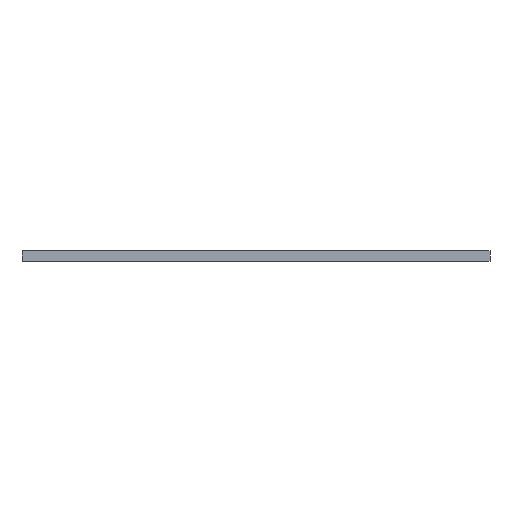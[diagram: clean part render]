
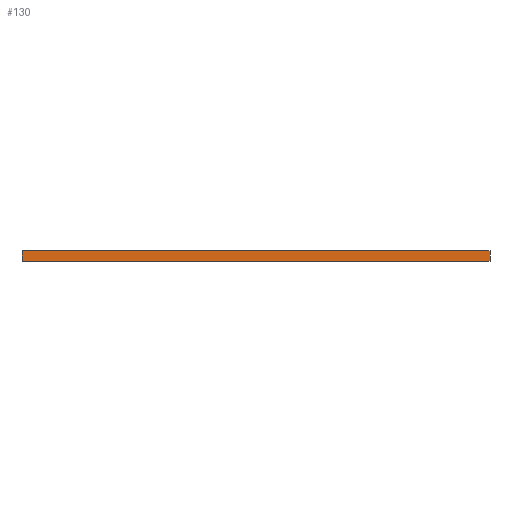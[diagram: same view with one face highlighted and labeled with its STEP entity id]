
A CAD part, front view. The second image highlights one B-rep face of the part: STEP entity #130.
In plain terms, the highlighted planar face has unit normal (0, -1, 0).
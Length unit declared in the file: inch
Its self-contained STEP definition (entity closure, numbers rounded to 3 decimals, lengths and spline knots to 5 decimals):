
#130 = ADVANCED_FACE ( 'NONE', ( #498 ), #408, .T. ) ;
#146 = LINE ( 'NONE', #222, #891 ) ;
#174 = DIRECTION ( 'NONE',  ( 1., 0., 0. ) ) ;
#222 = CARTESIAN_POINT ( 'NONE',  ( -5.75, 0., -0.125 ) ) ;
#275 = ORIENTED_EDGE ( 'NONE', *, *, #1141, .T. ) ;
#290 = EDGE_CURVE ( 'NONE', #622, #753, #724, .T. ) ;
#323 = DIRECTION ( 'NONE',  ( 0., 0., 1. ) ) ;
#380 = CARTESIAN_POINT ( 'NONE',  ( -5.75, 0., -0.125 ) ) ;
#381 = VECTOR ( 'NONE', #847, 39.37008 ) ;
#388 = VECTOR ( 'NONE', #323, 39.37008 ) ;
#408 = PLANE ( 'NONE',  #414 ) ;
#414 = AXIS2_PLACEMENT_3D ( 'NONE', #880, #506, #1196 ) ;
#432 = EDGE_CURVE ( 'NONE', #552, #622, #674, .T. ) ;
#498 = FACE_OUTER_BOUND ( 'NONE', #644, .T. ) ;
#506 = DIRECTION ( 'NONE',  ( 0., -1., 0. ) ) ;
#552 = VERTEX_POINT ( 'NONE', #1056 ) ;
#559 = ORIENTED_EDGE ( 'NONE', *, *, #795, .T. ) ;
#562 = CARTESIAN_POINT ( 'NONE',  ( 0., 0., -0.125 ) ) ;
#612 = CARTESIAN_POINT ( 'NONE',  ( 0., 0., 0. ) ) ;
#622 = VERTEX_POINT ( 'NONE', #1069 ) ;
#644 = EDGE_LOOP ( 'NONE', ( #817, #1030, #559, #275 ) ) ;
#674 = LINE ( 'NONE', #380, #381 ) ;
#724 = LINE ( 'NONE', #1120, #1213 ) ;
#753 = VERTEX_POINT ( 'NONE', #612 ) ;
#795 = EDGE_CURVE ( 'NONE', #552, #959, #146, .T. ) ;
#796 = CARTESIAN_POINT ( 'NONE',  ( 0., 0., -0.125 ) ) ;
#817 = ORIENTED_EDGE ( 'NONE', *, *, #290, .F. ) ;
#847 = DIRECTION ( 'NONE',  ( 0., 0., 1. ) ) ;
#880 = CARTESIAN_POINT ( 'NONE',  ( -5.75, 0., -0.125 ) ) ;
#891 = VECTOR ( 'NONE', #913, 39.37008 ) ;
#913 = DIRECTION ( 'NONE',  ( 1., 0., 0. ) ) ;
#959 = VERTEX_POINT ( 'NONE', #562 ) ;
#983 = LINE ( 'NONE', #796, #388 ) ;
#1030 = ORIENTED_EDGE ( 'NONE', *, *, #432, .F. ) ;
#1056 = CARTESIAN_POINT ( 'NONE',  ( -5.75, 0., -0.125 ) ) ;
#1069 = CARTESIAN_POINT ( 'NONE',  ( -5.75, 0., 0. ) ) ;
#1120 = CARTESIAN_POINT ( 'NONE',  ( -5.75, 0., 0. ) ) ;
#1141 = EDGE_CURVE ( 'NONE', #959, #753, #983, .T. ) ;
#1196 = DIRECTION ( 'NONE',  ( 1., 0., 0. ) ) ;
#1213 = VECTOR ( 'NONE', #174, 39.37008 ) ;
